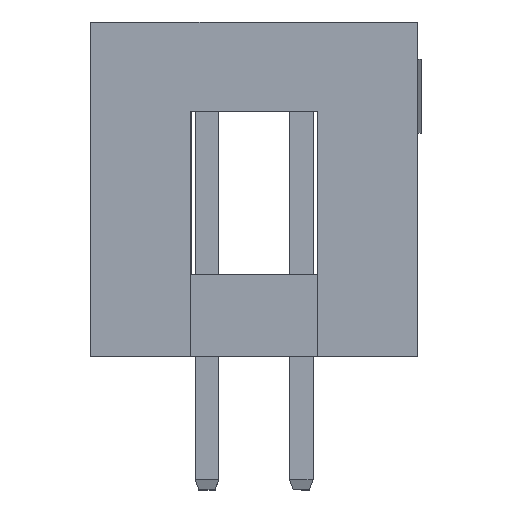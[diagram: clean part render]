
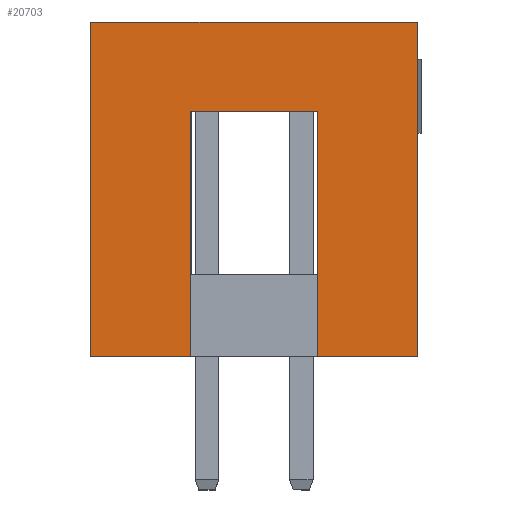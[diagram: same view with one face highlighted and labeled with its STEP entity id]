
A CAD part, left-side view. The second image highlights one B-rep face of the part: STEP entity #20703.
In plain terms, the highlighted planar face has unit normal (-1, 0, 0).
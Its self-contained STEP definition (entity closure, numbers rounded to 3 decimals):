
#107 = CARTESIAN_POINT ( 'NONE',  ( -5.17, 0., 6.6 ) ) ;
#512 = CARTESIAN_POINT ( 'NONE',  ( -5.17, 2.97, 0. ) ) ;
#582 = DIRECTION ( 'NONE',  ( 0., 0., -1. ) ) ;
#1300 = ORIENTED_EDGE ( 'NONE', *, *, #3739, .T. ) ;
#1631 = DIRECTION ( 'NONE',  ( 0., 0., 1. ) ) ;
#2568 = CARTESIAN_POINT ( 'NONE',  ( -5.17, 2.97, 0. ) ) ;
#3636 = DIRECTION ( 'NONE',  ( -1., 0., 0. ) ) ;
#3661 = VECTOR ( 'NONE', #14230, 1000. ) ;
#3739 = EDGE_CURVE ( 'NONE', #15749, #19374, #5055, .T. ) ;
#4170 = EDGE_CURVE ( 'NONE', #25525, #15749, #20761, .T. ) ;
#4269 = DIRECTION ( 'NONE',  ( 0., 0., -1. ) ) ;
#4537 = CARTESIAN_POINT ( 'NONE',  ( -5.17, -3.13, 0. ) ) ;
#4776 = LINE ( 'NONE', #22827, #10313 ) ;
#5055 = LINE ( 'NONE', #23990, #22233 ) ;
#5198 = EDGE_CURVE ( 'NONE', #24516, #24134, #4776, .T. ) ;
#5527 = VECTOR ( 'NONE', #582, 1000. ) ;
#6207 = CARTESIAN_POINT ( 'NONE',  ( -5.17, 5.67, 9. ) ) ;
#7358 = LINE ( 'NONE', #20933, #16228 ) ;
#7489 = VECTOR ( 'NONE', #10587, 1000. ) ;
#8647 = CARTESIAN_POINT ( 'NONE',  ( -5.17, -3.13, 9. ) ) ;
#9202 = LINE ( 'NONE', #20048, #3661 ) ;
#10160 = EDGE_CURVE ( 'NONE', #24489, #25525, #10536, .T. ) ;
#10313 = VECTOR ( 'NONE', #11534, 1000. ) ;
#10536 = LINE ( 'NONE', #512, #7489 ) ;
#10587 = DIRECTION ( 'NONE',  ( 0., 0., 1. ) ) ;
#11380 = LINE ( 'NONE', #24143, #5527 ) ;
#11447 = CARTESIAN_POINT ( 'NONE',  ( -5.17, 0., 0. ) ) ;
#11534 = DIRECTION ( 'NONE',  ( 0., -1., 0. ) ) ;
#11962 = ORIENTED_EDGE ( 'NONE', *, *, #5198, .F. ) ;
#12388 = FACE_OUTER_BOUND ( 'NONE', #13375, .T. ) ;
#12543 = VECTOR ( 'NONE', #22217, 1000. ) ;
#12785 = VERTEX_POINT ( 'NONE', #4537 ) ;
#12890 = DIRECTION ( 'NONE',  ( 0., -1., 0. ) ) ;
#13188 = AXIS2_PLACEMENT_3D ( 'NONE', #11447, #3636, #1631 ) ;
#13375 = EDGE_LOOP ( 'NONE', ( #14285, #21551, #1300, #21738, #21105, #11962, #20993, #25466 ) ) ;
#13633 = DIRECTION ( 'NONE',  ( 0., -1., 0. ) ) ;
#14230 = DIRECTION ( 'NONE',  ( 0., -1., 0. ) ) ;
#14285 = ORIENTED_EDGE ( 'NONE', *, *, #10160, .T. ) ;
#15749 = VERTEX_POINT ( 'NONE', #20381 ) ;
#16088 = CARTESIAN_POINT ( 'NONE',  ( -5.17, -0.43, 0. ) ) ;
#16228 = VECTOR ( 'NONE', #12890, 1000. ) ;
#16509 = CARTESIAN_POINT ( 'NONE',  ( -5.17, 2.97, 6.6 ) ) ;
#17470 = CARTESIAN_POINT ( 'NONE',  ( -5.17, 5.67, 0. ) ) ;
#18201 = EDGE_CURVE ( 'NONE', #24516, #24387, #11380, .T. ) ;
#18631 = EDGE_CURVE ( 'NONE', #24387, #24489, #9202, .T. ) ;
#18973 = LINE ( 'NONE', #24040, #12543 ) ;
#19374 = VERTEX_POINT ( 'NONE', #16088 ) ;
#20048 = CARTESIAN_POINT ( 'NONE',  ( -5.17, 0., 0. ) ) ;
#20381 = CARTESIAN_POINT ( 'NONE',  ( -5.17, -0.43, 6.6 ) ) ;
#20703 = ADVANCED_FACE ( 'NONE', ( #12388 ), #22843, .T. ) ;
#20761 = LINE ( 'NONE', #107, #23541 ) ;
#20933 = CARTESIAN_POINT ( 'NONE',  ( -5.17, 0., 0. ) ) ;
#20993 = ORIENTED_EDGE ( 'NONE', *, *, #18201, .T. ) ;
#21105 = ORIENTED_EDGE ( 'NONE', *, *, #23701, .F. ) ;
#21551 = ORIENTED_EDGE ( 'NONE', *, *, #4170, .T. ) ;
#21738 = ORIENTED_EDGE ( 'NONE', *, *, #23323, .T. ) ;
#22217 = DIRECTION ( 'NONE',  ( 0., 0., -1. ) ) ;
#22233 = VECTOR ( 'NONE', #4269, 1000. ) ;
#22827 = CARTESIAN_POINT ( 'NONE',  ( -5.17, 0., 9. ) ) ;
#22843 = PLANE ( 'NONE',  #13188 ) ;
#23323 = EDGE_CURVE ( 'NONE', #19374, #12785, #7358, .T. ) ;
#23541 = VECTOR ( 'NONE', #13633, 1000. ) ;
#23701 = EDGE_CURVE ( 'NONE', #24134, #12785, #18973, .T. ) ;
#23990 = CARTESIAN_POINT ( 'NONE',  ( -5.17, -0.43, 0. ) ) ;
#24040 = CARTESIAN_POINT ( 'NONE',  ( -5.17, -3.13, 0. ) ) ;
#24134 = VERTEX_POINT ( 'NONE', #8647 ) ;
#24143 = CARTESIAN_POINT ( 'NONE',  ( -5.17, 5.67, 0. ) ) ;
#24387 = VERTEX_POINT ( 'NONE', #17470 ) ;
#24489 = VERTEX_POINT ( 'NONE', #2568 ) ;
#24516 = VERTEX_POINT ( 'NONE', #6207 ) ;
#25466 = ORIENTED_EDGE ( 'NONE', *, *, #18631, .T. ) ;
#25525 = VERTEX_POINT ( 'NONE', #16509 ) ;
